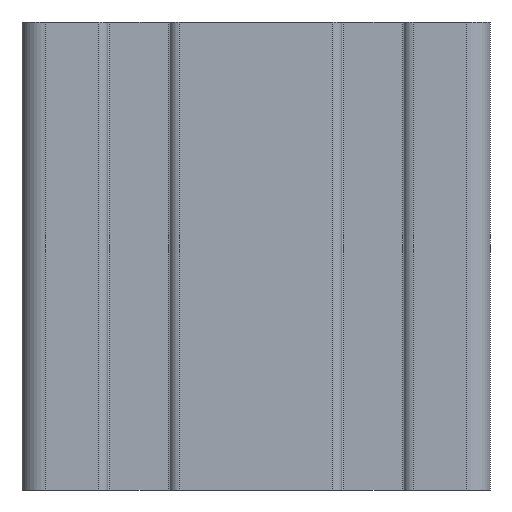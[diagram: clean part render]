
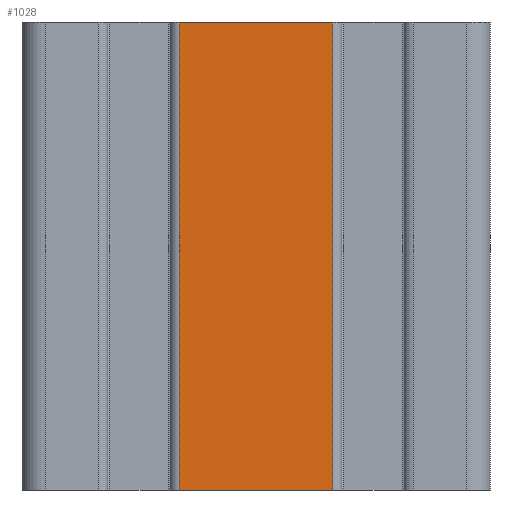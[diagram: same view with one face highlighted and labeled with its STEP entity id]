
A CAD part, front view. The second image highlights one B-rep face of the part: STEP entity #1028.
In plain terms, the highlighted planar face has unit normal (0, -1, 0).
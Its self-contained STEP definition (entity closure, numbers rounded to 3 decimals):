
#31 = LINE ( 'NONE', #4004, #543 ) ;
#381 = LINE ( 'NONE', #1660, #2695 ) ;
#429 = CARTESIAN_POINT ( 'NONE',  ( 148.41, 82.488, 40. ) ) ;
#500 = EDGE_CURVE ( 'NONE', #2133, #707, #4254, .T. ) ;
#543 = VECTOR ( 'NONE', #3308, 1000. ) ;
#553 = CARTESIAN_POINT ( 'NONE',  ( 148.41, 82.488, 40. ) ) ;
#707 = VERTEX_POINT ( 'NONE', #3871 ) ;
#793 = VERTEX_POINT ( 'NONE', #2161 ) ;
#1028 = ADVANCED_FACE ( 'NONE', ( #2877 ), #2298, .F. ) ;
#1178 = EDGE_CURVE ( 'NONE', #2133, #793, #2132, .T. ) ;
#1460 = AXIS2_PLACEMENT_3D ( 'NONE', #1586, #2660, #3035 ) ;
#1586 = CARTESIAN_POINT ( 'NONE',  ( 161.51, 82.488, 40. ) ) ;
#1660 = CARTESIAN_POINT ( 'NONE',  ( 161.51, 82.488, 40. ) ) ;
#1668 = EDGE_CURVE ( 'NONE', #707, #3277, #381, .T. ) ;
#2132 = LINE ( 'NONE', #553, #2822 ) ;
#2133 = VERTEX_POINT ( 'NONE', #429 ) ;
#2161 = CARTESIAN_POINT ( 'NONE',  ( 148.41, 82.488, 0. ) ) ;
#2298 = PLANE ( 'NONE',  #1460 ) ;
#2327 = EDGE_CURVE ( 'NONE', #793, #3277, #31, .T. ) ;
#2617 = CARTESIAN_POINT ( 'NONE',  ( 161.51, 82.488, 40. ) ) ;
#2660 = DIRECTION ( 'NONE',  ( 0., 1., 0. ) ) ;
#2695 = VECTOR ( 'NONE', #3523, 1000. ) ;
#2747 = ORIENTED_EDGE ( 'NONE', *, *, #1668, .F. ) ;
#2822 = VECTOR ( 'NONE', #3137, 1000. ) ;
#2877 = FACE_OUTER_BOUND ( 'NONE', #3477, .T. ) ;
#2879 = VECTOR ( 'NONE', #3737, 1000. ) ;
#3035 = DIRECTION ( 'NONE',  ( 0., 0., 1. ) ) ;
#3137 = DIRECTION ( 'NONE',  ( 0., 0., -1. ) ) ;
#3164 = CARTESIAN_POINT ( 'NONE',  ( 161.51, 82.488, 0. ) ) ;
#3277 = VERTEX_POINT ( 'NONE', #3164 ) ;
#3308 = DIRECTION ( 'NONE',  ( 1., 0., 0. ) ) ;
#3389 = ORIENTED_EDGE ( 'NONE', *, *, #1178, .T. ) ;
#3477 = EDGE_LOOP ( 'NONE', ( #4527, #2747, #4525, #3389 ) ) ;
#3523 = DIRECTION ( 'NONE',  ( 0., 0., -1. ) ) ;
#3737 = DIRECTION ( 'NONE',  ( 1., 0., 0. ) ) ;
#3871 = CARTESIAN_POINT ( 'NONE',  ( 161.51, 82.488, 40. ) ) ;
#4004 = CARTESIAN_POINT ( 'NONE',  ( 161.51, 82.488, 0. ) ) ;
#4254 = LINE ( 'NONE', #2617, #2879 ) ;
#4525 = ORIENTED_EDGE ( 'NONE', *, *, #500, .F. ) ;
#4527 = ORIENTED_EDGE ( 'NONE', *, *, #2327, .T. ) ;
